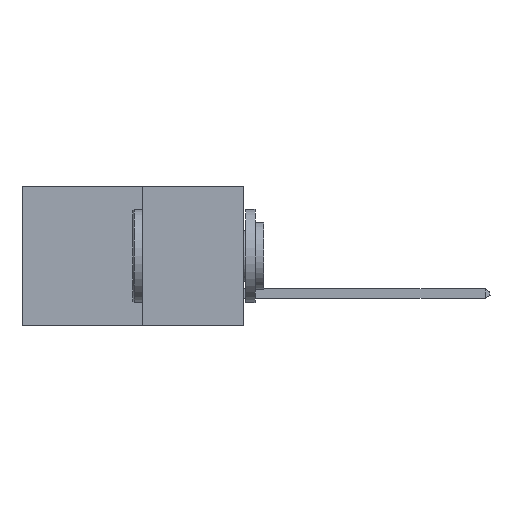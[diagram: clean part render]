
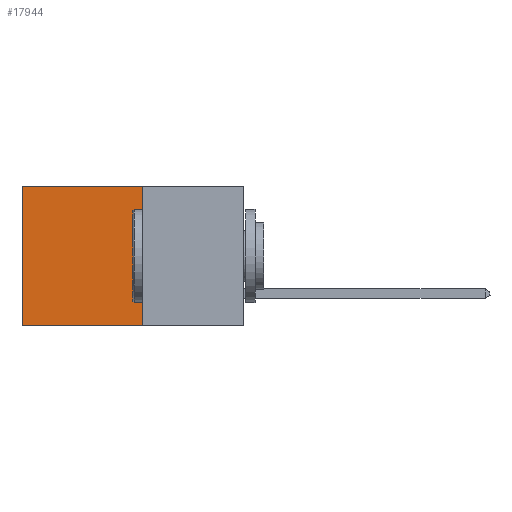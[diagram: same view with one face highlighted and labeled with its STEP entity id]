
A CAD part, left-side view. The second image highlights one B-rep face of the part: STEP entity #17944.
In plain terms, the highlighted planar face has unit normal (-1, 0, 0).
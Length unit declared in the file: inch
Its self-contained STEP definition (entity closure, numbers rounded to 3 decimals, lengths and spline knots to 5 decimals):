
#50 = ORIENTED_EDGE ( 'NONE', *, *, #26721, .T. ) ;
#1292 = VERTEX_POINT ( 'NONE', #23624 ) ;
#1339 = CARTESIAN_POINT ( 'NONE',  ( 0.277, 0.27, 0. ) ) ;
#1367 = DIRECTION ( 'NONE',  ( 0., 1., 0. ) ) ;
#1754 = LINE ( 'NONE', #24517, #18267 ) ;
#2588 = VECTOR ( 'NONE', #24986, 39.37008 ) ;
#2880 = VERTEX_POINT ( 'NONE', #21944 ) ;
#6535 = EDGE_CURVE ( 'NONE', #1292, #17533, #1754, .T. ) ;
#8385 = EDGE_CURVE ( 'NONE', #2880, #14628, #13517, .T. ) ;
#9479 = LINE ( 'NONE', #19188, #20084 ) ;
#9660 = CARTESIAN_POINT ( 'NONE',  ( 0.277, 0.27, -0.37 ) ) ;
#9939 = EDGE_LOOP ( 'NONE', ( #50, #23093, #10372, #11217 ) ) ;
#10372 = ORIENTED_EDGE ( 'NONE', *, *, #14967, .F. ) ;
#11217 = ORIENTED_EDGE ( 'NONE', *, *, #8385, .T. ) ;
#11818 = DIRECTION ( 'NONE',  ( 0., 0., -1. ) ) ;
#12958 = AXIS2_PLACEMENT_3D ( 'NONE', #9660, #24469, #11818 ) ;
#13517 = LINE ( 'NONE', #1339, #18485 ) ;
#14079 = LINE ( 'NONE', #22871, #2588 ) ;
#14628 = VERTEX_POINT ( 'NONE', #24382 ) ;
#14967 = EDGE_CURVE ( 'NONE', #2880, #1292, #9479, .T. ) ;
#16003 = PLANE ( 'NONE',  #12958 ) ;
#17533 = VERTEX_POINT ( 'NONE', #27257 ) ;
#17944 = ADVANCED_FACE ( 'NONE', ( #18321 ), #16003, .F. ) ;
#18267 = VECTOR ( 'NONE', #24462, 39.37008 ) ;
#18321 = FACE_OUTER_BOUND ( 'NONE', #9939, .T. ) ;
#18485 = VECTOR ( 'NONE', #1367, 39.37008 ) ;
#19188 = CARTESIAN_POINT ( 'NONE',  ( 0.277, 0.27, -0.37 ) ) ;
#20084 = VECTOR ( 'NONE', #21291, 39.37008 ) ;
#21291 = DIRECTION ( 'NONE',  ( 0., 0., -1. ) ) ;
#21944 = CARTESIAN_POINT ( 'NONE',  ( 0.277, 0.27, 0. ) ) ;
#22871 = CARTESIAN_POINT ( 'NONE',  ( 0.277, 0.59, -0.37 ) ) ;
#23093 = ORIENTED_EDGE ( 'NONE', *, *, #6535, .F. ) ;
#23624 = CARTESIAN_POINT ( 'NONE',  ( 0.277, 0.27, -0.37 ) ) ;
#24382 = CARTESIAN_POINT ( 'NONE',  ( 0.277, 0.59, 0. ) ) ;
#24462 = DIRECTION ( 'NONE',  ( 0., 1., 0. ) ) ;
#24469 = DIRECTION ( 'NONE',  ( 1., 0., 0. ) ) ;
#24517 = CARTESIAN_POINT ( 'NONE',  ( 0.277, 0.27, -0.37 ) ) ;
#24986 = DIRECTION ( 'NONE',  ( 0., 0., -1. ) ) ;
#26721 = EDGE_CURVE ( 'NONE', #14628, #17533, #14079, .T. ) ;
#27257 = CARTESIAN_POINT ( 'NONE',  ( 0.277, 0.59, -0.37 ) ) ;
